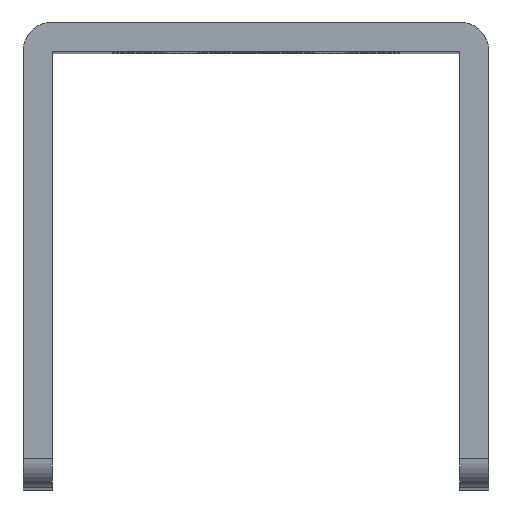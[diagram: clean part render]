
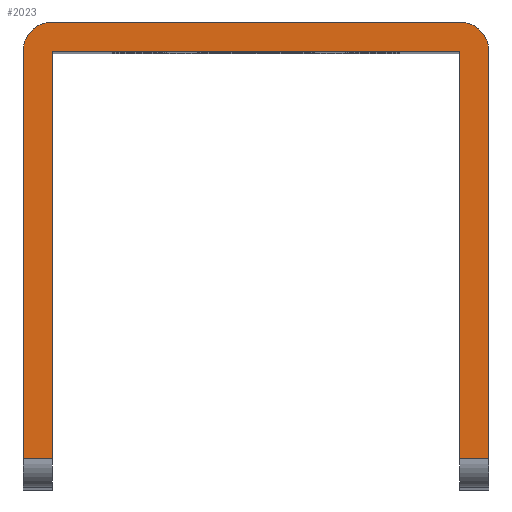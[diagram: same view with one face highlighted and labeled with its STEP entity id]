
A CAD part, top view. The second image highlights one B-rep face of the part: STEP entity #2023.
In plain terms, the highlighted planar face has unit normal (0, 0, 1).
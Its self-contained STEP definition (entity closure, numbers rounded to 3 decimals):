
#174=PLANE('',#2288);
#259=FACE_OUTER_BOUND('',#500,.T.);
#500=EDGE_LOOP('',(#1824,#1825,#1826,#1827,#1828,#1829,#1830,#1831,#1832,
#1833));
#585=LINE('',#3372,#690);
#590=LINE('',#3388,#695);
#592=LINE('',#3392,#697);
#597=LINE('',#3404,#702);
#602=LINE('',#3420,#707);
#606=LINE('',#3429,#711);
#610=LINE('',#3437,#715);
#611=LINE('',#3438,#716);
#690=VECTOR('',#2831,1000.);
#695=VECTOR('',#2846,1000.);
#697=VECTOR('',#2850,1000.);
#702=VECTOR('',#2859,1000.);
#707=VECTOR('',#2874,1000.);
#711=VECTOR('',#2880,1000.);
#715=VECTOR('',#2892,1000.);
#716=VECTOR('',#2893,1000.);
#877=CIRCLE('',#2289,2.);
#878=CIRCLE('',#2290,2.);
#1033=VERTEX_POINT('',#3369);
#1034=VERTEX_POINT('',#3371);
#1039=VERTEX_POINT('',#3385);
#1040=VERTEX_POINT('',#3387);
#1041=VERTEX_POINT('',#3391);
#1046=VERTEX_POINT('',#3403);
#1051=VERTEX_POINT('',#3417);
#1052=VERTEX_POINT('',#3419);
#1055=VERTEX_POINT('',#3426);
#1056=VERTEX_POINT('',#3428);
#1286=EDGE_CURVE('',#1034,#1033,#585,.T.);
#1294=EDGE_CURVE('',#1040,#1039,#590,.T.);
#1296=EDGE_CURVE('',#1041,#1040,#592,.T.);
#1302=EDGE_CURVE('',#1046,#1041,#597,.T.);
#1310=EDGE_CURVE('',#1052,#1051,#602,.T.);
#1314=EDGE_CURVE('',#1056,#1055,#606,.T.);
#1320=EDGE_CURVE('',#1051,#1046,#610,.T.);
#1321=EDGE_CURVE('',#1039,#1034,#611,.T.);
#1322=EDGE_CURVE('',#1033,#1056,#877,.T.);
#1323=EDGE_CURVE('',#1055,#1052,#878,.T.);
#1824=ORIENTED_EDGE('',*,*,#1310,.T.);
#1825=ORIENTED_EDGE('',*,*,#1320,.T.);
#1826=ORIENTED_EDGE('',*,*,#1302,.T.);
#1827=ORIENTED_EDGE('',*,*,#1296,.T.);
#1828=ORIENTED_EDGE('',*,*,#1294,.T.);
#1829=ORIENTED_EDGE('',*,*,#1321,.T.);
#1830=ORIENTED_EDGE('',*,*,#1286,.T.);
#1831=ORIENTED_EDGE('',*,*,#1322,.T.);
#1832=ORIENTED_EDGE('',*,*,#1314,.T.);
#1833=ORIENTED_EDGE('',*,*,#1323,.T.);
#2023=ADVANCED_FACE('',(#259),#174,.T.);
#2288=AXIS2_PLACEMENT_3D('',#3436,#2890,#2891);
#2289=AXIS2_PLACEMENT_3D('',#3439,#2894,#2895);
#2290=AXIS2_PLACEMENT_3D('',#3440,#2896,#2897);
#2831=DIRECTION('',(0.,1.,0.));
#2846=DIRECTION('',(0.,-1.,0.));
#2850=DIRECTION('',(1.,0.,0.));
#2859=DIRECTION('',(0.,1.,0.));
#2874=DIRECTION('',(0.,-1.,0.));
#2880=DIRECTION('',(-1.,0.,0.));
#2890=DIRECTION('center_axis',(0.,0.,1.));
#2891=DIRECTION('ref_axis',(1.,0.,0.));
#2892=DIRECTION('',(1.,0.,0.));
#2893=DIRECTION('',(1.,0.,0.));
#2894=DIRECTION('center_axis',(0.,0.,1.));
#2895=DIRECTION('ref_axis',(1.,0.,0.));
#2896=DIRECTION('center_axis',(0.,0.,1.));
#2897=DIRECTION('ref_axis',(1.,0.,0.));
#3369=CARTESIAN_POINT('',(16.,14.,0.));
#3371=CARTESIAN_POINT('',(16.,-14.,0.));
#3372=CARTESIAN_POINT('',(16.,16.,0.));
#3385=CARTESIAN_POINT('',(14.,-14.,0.));
#3387=CARTESIAN_POINT('',(14.,14.,0.));
#3388=CARTESIAN_POINT('',(14.,14.,0.));
#3391=CARTESIAN_POINT('',(-14.,14.,0.));
#3392=CARTESIAN_POINT('',(-14.,14.,0.));
#3403=CARTESIAN_POINT('',(-14.,-14.,0.));
#3404=CARTESIAN_POINT('',(-14.,14.,0.));
#3417=CARTESIAN_POINT('',(-16.,-14.,0.));
#3419=CARTESIAN_POINT('',(-16.,14.,0.));
#3420=CARTESIAN_POINT('',(-16.,16.,0.));
#3426=CARTESIAN_POINT('',(-14.,16.,0.));
#3428=CARTESIAN_POINT('',(14.,16.,0.));
#3429=CARTESIAN_POINT('',(-16.,16.,0.));
#3436=CARTESIAN_POINT('Origin',(0.,0.,0.));
#3437=CARTESIAN_POINT('',(0.,-14.,0.));
#3438=CARTESIAN_POINT('',(0.,-14.,0.));
#3439=CARTESIAN_POINT('Origin',(14.,14.,0.));
#3440=CARTESIAN_POINT('Origin',(-14.,14.,0.));
